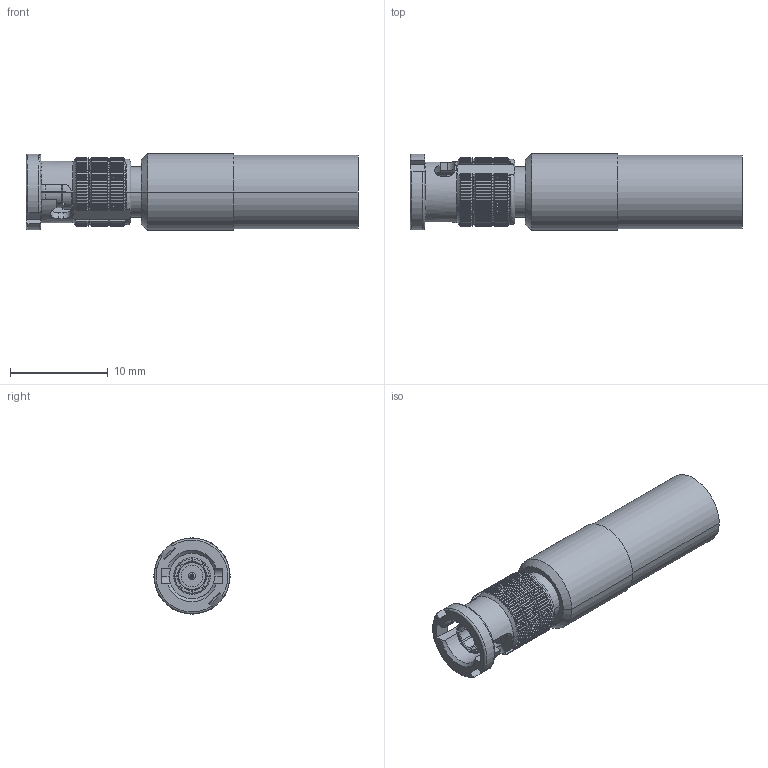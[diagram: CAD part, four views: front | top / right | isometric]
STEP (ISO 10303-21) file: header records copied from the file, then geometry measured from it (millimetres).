
FILE_DESCRIPTION((''),'2;1');
FILE_NAME('34-1025-12G_SW0001','2016-12-19T',('Anand'),(''),'PRO/ENGINEER BY PARAMETRIC TECHNOLOGY CORPORATION, 2014440','PRO/ENGINEER BY PARAMETRIC TECHNOLOGY CORPORATION, 2014440','');
FILE_SCHEMA(('CONFIG_CONTROL_DESIGN'));
Length unit declared in the file: millimetre
Products named in the file (1): 34-1025-12G_SW0001
Bounding box: 33.97 x 7.8 x 7.8 mm (x, y, z)
Surface area: 1796.2 mm2 (no closed solid volume)
Topology: 0 solids, 11 shells, 769 faces, 2276 edges, 1517 vertices
Faces by surface type: plane 445, cylinder 258, cone 50, torus 16
Entity records: 27129 total; most frequent: CARTESIAN_POINT 7708, ORIENTED_EDGE 4432, DIRECTION 3570, EDGE_CURVE 2274, VERTEX_POINT 1517, AXIS2_PLACEMENT_3D 1385, B_SPLINE_CURVE_WITH_KNOTS 858, VECTOR 800
